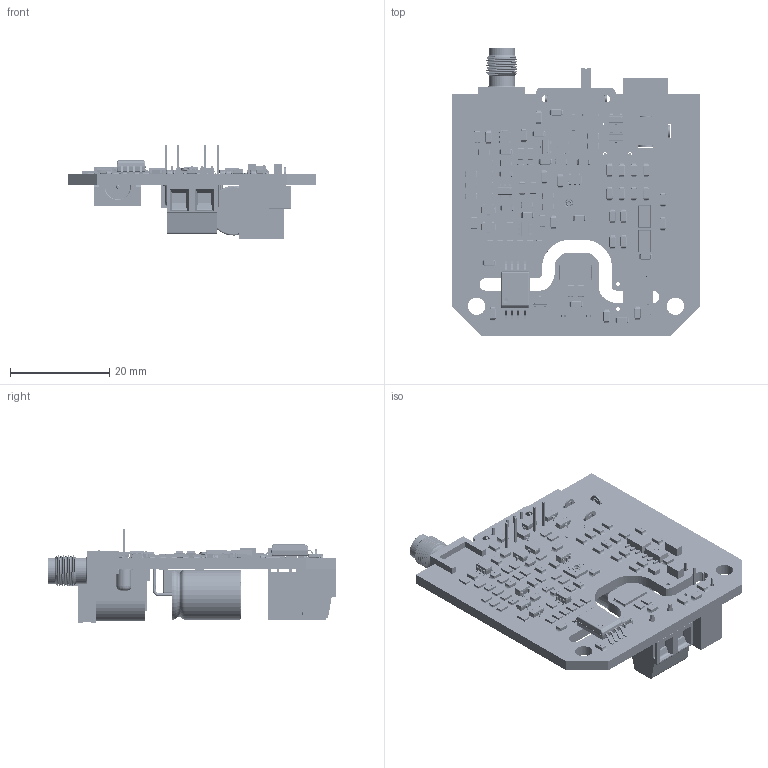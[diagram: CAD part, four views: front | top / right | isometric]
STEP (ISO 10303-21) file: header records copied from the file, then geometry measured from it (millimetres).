
FILE_DESCRIPTION(('Open CASCADE Model'),'2;1');
FILE_NAME('Open CASCADE Shape Model','2025-04-20T17:19:05',('Author'),( 'Open CASCADE'),'Open CASCADE STEP processor 6.8','Open CASCADE 6.8' ,'Unknown');
FILE_SCHEMA(('AUTOMOTIVE_DESIGN { 1 0 10303 214 1 1 1 1 }'));
Length unit declared in the file: millimetre
Products named in the file (141): PCB; Board; C10; User_Library-0805_Cap; C8; R35; 0805_Resistor_v11; R25; R33; R21; Q6; SOT23-3; Q5; C9; CM1; dr331-105be; Q1; Q3; C28; J4; pj-002a; R32; R22; R20; C27; R29; R28; TC-33X-2_v2; TC-33X-1_SUBSTR_ASM; TC33_SUBST1; R26; C26; C25; C24; Q4; C20; C19; C3; C18; R27 ...
Assembly tree (229 placements, depth 5):
  PCB
    Board
    C10
      User_Library-0805_Cap
    C8
      User_Library-0805_Cap
    R35
      0805_Resistor_v11
    R25
      0805_Resistor_v11
    R33
      0805_Resistor_v11
    R21
      0805_Resistor_v11
    Q6
      SOT23-3
    Q5
      SOT23-3
    C9
      User_Library-0805_Cap
    CM1
      dr331-105be
    Q1
      SOT23-3
    Q3
      SOT23-3
    C28
      User_Library-0805_Cap
    J4
      pj-002a
    R32
      0805_Resistor_v11
    R22
      0805_Resistor_v11
    R20
      0805_Resistor_v11
    C27
      User_Library-0805_Cap
    R29
      0805_Resistor_v11
    R28
      TC-33X-2_v2
        TC-33X-1_SUBSTR_ASM
          TC33_SUBST1
    R26
      0805_Resistor_v11
    C26
      User_Library-0805_Cap
    C25
      User_Library-0805_Cap
    C24
      User_Library-0805_Cap
    Q4
      SOT23-3
    C20
      User_Library-0805_Cap
    C19
      User_Library-0805_Cap
    C3
      User_Library-0805_Cap
Bounding box: 50 x 58.06 x 19.04 mm (x, y, z)
Volume: 9576.6 mm3; surface area: 11403.1 mm2
Topology: 535 solids, 535 shells, 16219 faces, 42495 edges, 27378 vertices
Faces by surface type: bspline 8424, plane 6455, cylinder 1226, sphere 48, cone 35, torus 27, revolution 4
Full cylindrical faces by diameter (mm): 0.6 x4, 0.635 x1, 0.65 x4, 0.75 x2, 0.762 x2, 0.8 x4, 1 x2, 1.27 x2, 1.5 x3, 1.6 x1, 3.5 x2, 10 x2
Entity records: 72953 total; most frequent: CARTESIAN_POINT 19341, ORIENTED_EDGE 10370, DIRECTION 8912, EDGE_CURVE 5185, LINE 3806, VECTOR 3806, VERTEX_POINT 3369, AXIS2_PLACEMENT_3D 2552
